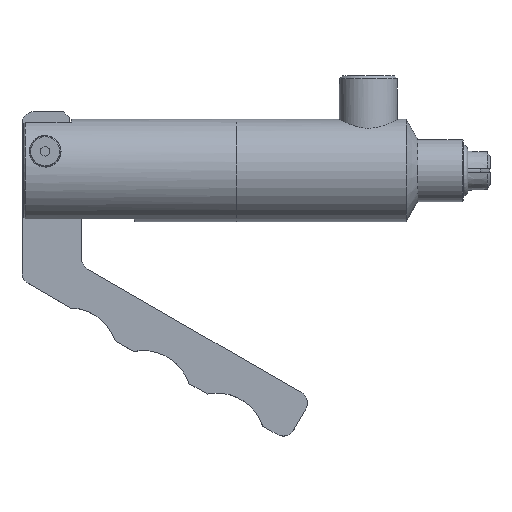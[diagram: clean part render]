
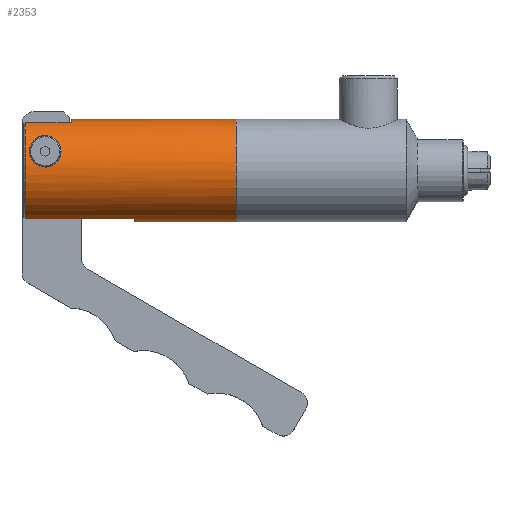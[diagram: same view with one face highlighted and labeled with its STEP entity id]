
A CAD part, top view. The second image highlights one B-rep face of the part: STEP entity #2353.
In plain terms, the highlighted cylindrical face has radius 13.462 mm (diameter 26.924 mm), a full revolution.
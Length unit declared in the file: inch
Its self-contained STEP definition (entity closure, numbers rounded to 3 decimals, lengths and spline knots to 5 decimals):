
#51=B_SPLINE_CURVE_WITH_KNOTS('',3,(#3414,#3415,#3416,#3417,#3418,#3419,
#3420,#3421,#3422,#3423,#3424,#3425,#3426,#3427,#3428,#3429,#3430,#3431,
#3432,#3433,#3434,#3435,#3436,#3437,#3438,#3439,#3440,#3441,#3442,#3443,
#3444,#3445,#3446,#3447),.UNSPECIFIED.,.T.,.F.,(4,2,2,2,2,2,2,2,2,2,2,2,
2,2,2,2,4),(0.,0.15668,0.31335,0.47644,0.63953,
0.82205,1.00457,1.16495,1.32534,1.48572,
1.64611,1.82862,2.01114,2.17423,2.33732,
2.494,2.65068),.UNSPECIFIED.);
#52=B_SPLINE_CURVE_WITH_KNOTS('',3,(#3450,#3451,#3452,#3453,#3454,#3455,
#3456,#3457,#3458,#3459,#3460,#3461,#3462,#3463,#3464,#3465,#3466,#3467,
#3468,#3469,#3470,#3471,#3472,#3473,#3474,#3475,#3476,#3477,#3478,#3479,
#3480,#3481,#3482,#3483),.UNSPECIFIED.,.T.,.F.,(4,2,2,2,2,2,2,2,2,2,2,2,
2,2,2,2,4),(0.,0.0905,0.18099,0.27693,0.37288,
0.47505,0.57722,0.66858,0.75994,
0.8513,0.94266,1.04483,1.147,1.24294,
1.33888,1.42938,1.51987),.UNSPECIFIED.);
#280=LINE('',#4066,#478);
#281=LINE('',#4068,#479);
#282=LINE('',#4072,#480);
#283=LINE('',#4076,#481);
#478=VECTOR('',#3140,0.475);
#479=VECTOR('',#3141,0.475);
#480=VECTOR('',#3144,1.125);
#481=VECTOR('',#3147,1.125);
#583=FACE_BOUND('',#861,.T.);
#584=FACE_BOUND('',#862,.T.);
#585=FACE_BOUND('',#863,.T.);
#710=FACE_OUTER_BOUND('',#860,.T.);
#860=EDGE_LOOP('',(#2141));
#861=EDGE_LOOP('',(#2142));
#862=EDGE_LOOP('',(#2143));
#863=EDGE_LOOP('',(#2144,#2145,#2146,#2147,#2148,#2149,#2150,#2151));
#971=CIRCLE('',#2554,0.53);
#972=CIRCLE('',#2556,0.53);
#973=CIRCLE('',#2557,0.53);
#974=CIRCLE('',#2558,0.53);
#975=CIRCLE('',#2559,0.53);
#1050=VERTEX_POINT('',#3413);
#1051=VERTEX_POINT('',#3449);
#1194=VERTEX_POINT('',#4054);
#1195=VERTEX_POINT('',#4055);
#1198=VERTEX_POINT('',#4063);
#1199=VERTEX_POINT('',#4065);
#1200=VERTEX_POINT('',#4067);
#1201=VERTEX_POINT('',#4069);
#1202=VERTEX_POINT('',#4071);
#1203=VERTEX_POINT('',#4073);
#1204=VERTEX_POINT('',#4075);
#1309=EDGE_CURVE('',#1050,#1050,#51,.T.);
#1310=EDGE_CURVE('',#1051,#1051,#52,.T.);
#1517=EDGE_CURVE('',#1194,#1195,#971,.T.);
#1521=EDGE_CURVE('',#1198,#1198,#972,.T.);
#1522=EDGE_CURVE('',#1199,#1194,#280,.T.);
#1523=EDGE_CURVE('',#1195,#1200,#281,.T.);
#1524=EDGE_CURVE('',#1200,#1201,#973,.T.);
#1525=EDGE_CURVE('',#1201,#1202,#282,.T.);
#1526=EDGE_CURVE('',#1202,#1203,#974,.T.);
#1527=EDGE_CURVE('',#1203,#1204,#283,.T.);
#1528=EDGE_CURVE('',#1204,#1199,#975,.T.);
#2141=ORIENTED_EDGE('',*,*,#1521,.F.);
#2142=ORIENTED_EDGE('',*,*,#1309,.T.);
#2143=ORIENTED_EDGE('',*,*,#1310,.T.);
#2144=ORIENTED_EDGE('',*,*,#1522,.T.);
#2145=ORIENTED_EDGE('',*,*,#1517,.T.);
#2146=ORIENTED_EDGE('',*,*,#1523,.T.);
#2147=ORIENTED_EDGE('',*,*,#1524,.T.);
#2148=ORIENTED_EDGE('',*,*,#1525,.T.);
#2149=ORIENTED_EDGE('',*,*,#1526,.T.);
#2150=ORIENTED_EDGE('',*,*,#1527,.T.);
#2151=ORIENTED_EDGE('',*,*,#1528,.T.);
#2242=CYLINDRICAL_SURFACE('',#2555,0.53);
#2353=ADVANCED_FACE('',(#710,#583,#584,#585),#2242,.T.);
#2554=AXIS2_PLACEMENT_3D('',#4056,#3131,#3132);
#2555=AXIS2_PLACEMENT_3D('',#4062,#3136,#3137);
#2556=AXIS2_PLACEMENT_3D('',#4064,#3138,#3139);
#2557=AXIS2_PLACEMENT_3D('',#4070,#3142,#3143);
#2558=AXIS2_PLACEMENT_3D('',#4074,#3145,#3146);
#2559=AXIS2_PLACEMENT_3D('',#4077,#3148,#3149);
#3131=DIRECTION('center_axis',(1.,0.,0.));
#3132=DIRECTION('ref_axis',(0.,1.,0.));
#3136=DIRECTION('center_axis',(1.,0.,0.));
#3137=DIRECTION('ref_axis',(0.,1.,0.));
#3138=DIRECTION('center_axis',(1.,0.,0.));
#3139=DIRECTION('ref_axis',(0.,1.,0.));
#3140=DIRECTION('',(1.,0.,0.));
#3141=DIRECTION('',(-1.,0.,0.));
#3142=DIRECTION('center_axis',(1.,0.,0.));
#3143=DIRECTION('ref_axis',(0.,1.,0.));
#3144=DIRECTION('',(1.,0.,0.));
#3145=DIRECTION('center_axis',(1.,0.,0.));
#3146=DIRECTION('ref_axis',(0.,1.,0.));
#3147=DIRECTION('',(-1.,0.,0.));
#3148=DIRECTION('center_axis',(1.,0.,0.));
#3149=DIRECTION('ref_axis',(0.,1.,0.));
#3413=CARTESIAN_POINT('',(0.22,0.036,0.52878));
#3414=CARTESIAN_POINT('Ctrl Pts',(0.22,0.036,0.52878));
#3415=CARTESIAN_POINT('Ctrl Pts',(0.19944,0.036,0.52878));
#3416=CARTESIAN_POINT('Ctrl Pts',(0.17751,0.04011,
0.52855));
#3417=CARTESIAN_POINT('Ctrl Pts',(0.1372,0.05677,
0.52702));
#3418=CARTESIAN_POINT('Ctrl Pts',(0.11882,0.06932,
0.52565));
#3419=CARTESIAN_POINT('Ctrl Pts',(0.08926,0.09873,
0.52094));
#3420=CARTESIAN_POINT('Ctrl Pts',(0.07646,0.11769,
0.5172));
#3421=CARTESIAN_POINT('Ctrl Pts',(0.05984,0.15843,
0.50621));
#3422=CARTESIAN_POINT('Ctrl Pts',(0.056,0.18018,
0.49889));
#3423=CARTESIAN_POINT('Ctrl Pts',(0.056,0.22218,
0.48178));
#3424=CARTESIAN_POINT('Ctrl Pts',(0.06071,0.24507,
0.47054));
#3425=CARTESIAN_POINT('Ctrl Pts',(0.07879,0.28639,
0.4466));
#3426=CARTESIAN_POINT('Ctrl Pts',(0.09211,0.30485,0.43394));
#3427=CARTESIAN_POINT('Ctrl Pts',(0.12121,0.33224,0.41325));
#3428=CARTESIAN_POINT('Ctrl Pts',(0.13847,0.34384,0.40347));
#3429=CARTESIAN_POINT('Ctrl Pts',(0.1773,0.35973,0.38937));
#3430=CARTESIAN_POINT('Ctrl Pts',(0.19895,0.364,0.38523));
#3431=CARTESIAN_POINT('Ctrl Pts',(0.24105,0.364,0.38523));
#3432=CARTESIAN_POINT('Ctrl Pts',(0.2627,0.35973,0.38937));
#3433=CARTESIAN_POINT('Ctrl Pts',(0.30153,0.34384,0.40347));
#3434=CARTESIAN_POINT('Ctrl Pts',(0.31879,0.33224,0.41325));
#3435=CARTESIAN_POINT('Ctrl Pts',(0.34789,0.30485,0.43394));
#3436=CARTESIAN_POINT('Ctrl Pts',(0.36121,0.28639,0.4466));
#3437=CARTESIAN_POINT('Ctrl Pts',(0.37929,0.24507,0.47054));
#3438=CARTESIAN_POINT('Ctrl Pts',(0.384,0.22218,0.48178));
#3439=CARTESIAN_POINT('Ctrl Pts',(0.384,0.18018,0.49889));
#3440=CARTESIAN_POINT('Ctrl Pts',(0.38016,0.15843,0.50621));
#3441=CARTESIAN_POINT('Ctrl Pts',(0.36354,0.11769,0.5172));
#3442=CARTESIAN_POINT('Ctrl Pts',(0.35074,0.09873,0.52094));
#3443=CARTESIAN_POINT('Ctrl Pts',(0.32118,0.06932,
0.52565));
#3444=CARTESIAN_POINT('Ctrl Pts',(0.3028,0.05677,
0.52702));
#3445=CARTESIAN_POINT('Ctrl Pts',(0.26249,0.04011,
0.52855));
#3446=CARTESIAN_POINT('Ctrl Pts',(0.24056,0.036,0.52878));
#3447=CARTESIAN_POINT('Ctrl Pts',(0.22,0.036,0.52878));
#3449=CARTESIAN_POINT('',(0.22,0.105,-0.51949));
#3450=CARTESIAN_POINT('Ctrl Pts',(0.22,0.105,-0.51949));
#3451=CARTESIAN_POINT('Ctrl Pts',(0.23188,0.105,-0.51949));
#3452=CARTESIAN_POINT('Ctrl Pts',(0.24453,0.10737,-0.51903));
#3453=CARTESIAN_POINT('Ctrl Pts',(0.26776,0.11692,-0.51697));
#3454=CARTESIAN_POINT('Ctrl Pts',(0.27833,0.12411,-0.51533));
#3455=CARTESIAN_POINT('Ctrl Pts',(0.29549,0.141,-0.51098));
#3456=CARTESIAN_POINT('Ctrl Pts',(0.30296,0.15198,-0.50789));
#3457=CARTESIAN_POINT('Ctrl Pts',(0.31272,0.17565,-0.5002));
#3458=CARTESIAN_POINT('Ctrl Pts',(0.315,0.18834,-0.49557));
#3459=CARTESIAN_POINT('Ctrl Pts',(0.315,0.21242,-0.48576));
#3460=CARTESIAN_POINT('Ctrl Pts',(0.31244,0.22547,-0.47984));
#3461=CARTESIAN_POINT('Ctrl Pts',(0.30222,0.24932,-0.46788));
#3462=CARTESIAN_POINT('Ctrl Pts',(0.29458,0.26015,-0.46187));
#3463=CARTESIAN_POINT('Ctrl Pts',(0.27755,0.27639,-0.45231));
#3464=CARTESIAN_POINT('Ctrl Pts',(0.26734,0.28328,-0.44798));
#3465=CARTESIAN_POINT('Ctrl Pts',(0.24456,0.29259,-0.44195));
#3466=CARTESIAN_POINT('Ctrl Pts',(0.23199,0.295,-0.44031));
#3467=CARTESIAN_POINT('Ctrl Pts',(0.20801,0.295,-0.44031));
#3468=CARTESIAN_POINT('Ctrl Pts',(0.19544,0.29259,-0.44195));
#3469=CARTESIAN_POINT('Ctrl Pts',(0.17266,0.28328,-0.44798));
#3470=CARTESIAN_POINT('Ctrl Pts',(0.16245,0.27639,-0.45231));
#3471=CARTESIAN_POINT('Ctrl Pts',(0.14542,0.26015,-0.46187));
#3472=CARTESIAN_POINT('Ctrl Pts',(0.13778,0.24932,-0.46788));
#3473=CARTESIAN_POINT('Ctrl Pts',(0.12756,0.22547,-0.47984));
#3474=CARTESIAN_POINT('Ctrl Pts',(0.125,0.21242,-0.48576));
#3475=CARTESIAN_POINT('Ctrl Pts',(0.125,0.18834,-0.49557));
#3476=CARTESIAN_POINT('Ctrl Pts',(0.12728,0.17565,-0.5002));
#3477=CARTESIAN_POINT('Ctrl Pts',(0.13704,0.15198,-0.50789));
#3478=CARTESIAN_POINT('Ctrl Pts',(0.14451,0.141,-0.51098));
#3479=CARTESIAN_POINT('Ctrl Pts',(0.16167,0.12411,-0.51533));
#3480=CARTESIAN_POINT('Ctrl Pts',(0.17224,0.11692,-0.51697));
#3481=CARTESIAN_POINT('Ctrl Pts',(0.19547,0.10737,-0.51903));
#3482=CARTESIAN_POINT('Ctrl Pts',(0.20812,0.105,-0.51949));
#3483=CARTESIAN_POINT('Ctrl Pts',(0.22,0.105,-0.51949));
#4054=CARTESIAN_POINT('',(0.49,0.49939,-0.1775));
#4055=CARTESIAN_POINT('',(0.49,0.49939,0.1775));
#4056=CARTESIAN_POINT('Origin',(0.49,0.,0.));
#4062=CARTESIAN_POINT('Origin',(1.105,0.,0.));
#4063=CARTESIAN_POINT('',(2.195,0.53,0.));
#4064=CARTESIAN_POINT('Origin',(2.195,0.,0.));
#4065=CARTESIAN_POINT('',(0.015,0.49939,-0.1775));
#4066=CARTESIAN_POINT('',(1.105,0.49939,-0.1775));
#4067=CARTESIAN_POINT('',(0.015,0.49939,0.1775));
#4068=CARTESIAN_POINT('',(1.105,0.49939,0.1775));
#4069=CARTESIAN_POINT('',(0.015,-0.49939,0.1775));
#4070=CARTESIAN_POINT('Origin',(0.015,0.,0.));
#4071=CARTESIAN_POINT('',(1.14,-0.49939,0.1775));
#4072=CARTESIAN_POINT('',(1.105,-0.49939,0.1775));
#4073=CARTESIAN_POINT('',(1.14,-0.49939,-0.1775));
#4074=CARTESIAN_POINT('Origin',(1.14,0.,0.));
#4075=CARTESIAN_POINT('',(0.015,-0.49939,-0.1775));
#4076=CARTESIAN_POINT('',(1.105,-0.49939,-0.1775));
#4077=CARTESIAN_POINT('Origin',(0.015,0.,0.));
